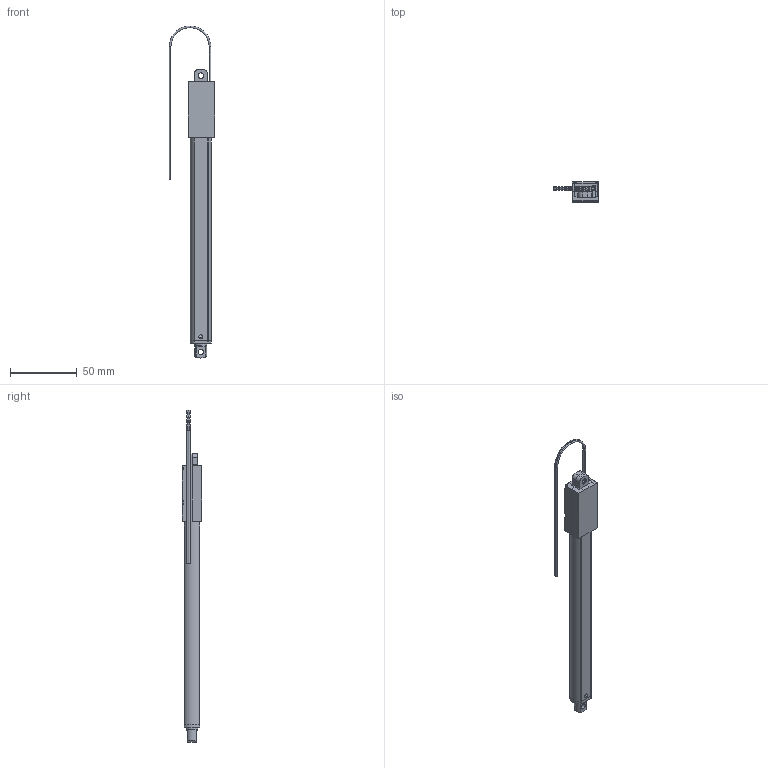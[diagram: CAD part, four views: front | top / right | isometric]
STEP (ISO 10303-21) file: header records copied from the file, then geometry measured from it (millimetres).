
FILE_DESCRIPTION (( 'STEP AP203' ), '1' );
FILE_NAME ('IP60ÐÐ³Ì150WR.STEP', '2025-05-21T07:43:27', ( 'Microsoft' ), ( 'MS' ), 'SwSTEP 2.0', 'SolidWorks 2018', '' );
FILE_SCHEMA (( 'CONFIG_CONTROL_DESIGN' ));
Length unit declared in the file: millimetre
Products named in the file (10): 萇盄; 裂嫉; 萇儂ㄗ衵ㄘ拸嫉; IP60俴最150WR; 萇儂ㄗ酘ㄘ; 諾陑臏奪; 苤臏褲; IP60芢裝猾裔; 蹟佪; IP60盄諶
Assembly tree (13 placements, depth 2):
  IP60俴最150WR
    萇儂ㄗ衵ㄘ拸嫉
    萇儂ㄗ酘ㄘ
    諾陑臏奪
    苤臏褲
    IP60芢裝猾裔
    蹟佪  x5
    IP60盄諶
    萇盄
    裂嫉
Bounding box: 34.3 x 15 x 249.45 mm (x, y, z)
Volume: 20080 mm3; surface area: 32911.8 mm2
Topology: 14 solids, 14 shells, 408 faces, 1118 edges, 759 vertices
Faces by surface type: plane 196, cylinder 168, torus 28, bspline 10, cone 6
Entity records: 14820 total; most frequent: CARTESIAN_POINT 5917, ORIENTED_EDGE 1692, DIRECTION 1551, EDGE_CURVE 846, VERTEX_POINT 583, AXIS2_PLACEMENT_3D 565, VECTOR 421, LINE 421
